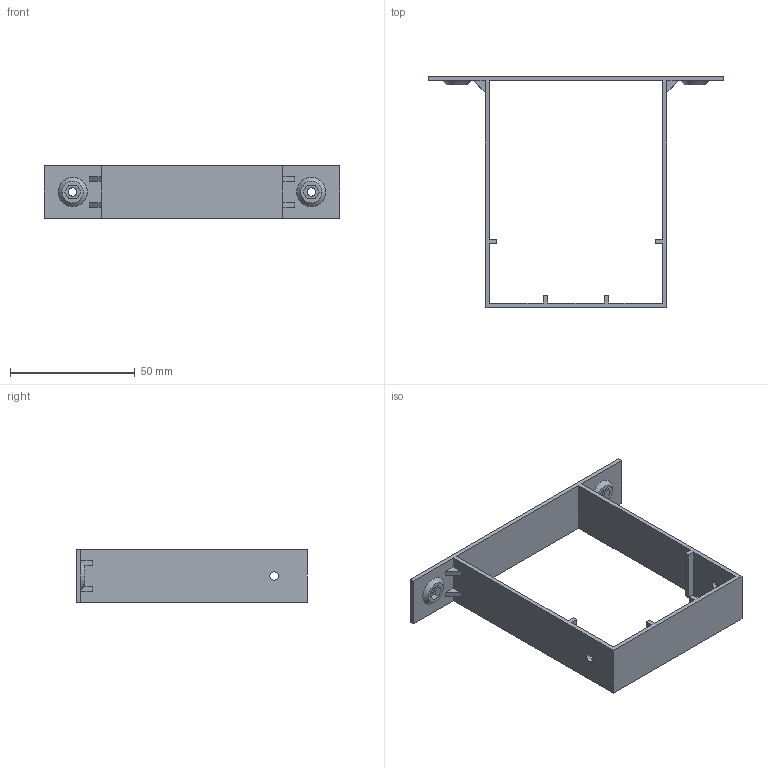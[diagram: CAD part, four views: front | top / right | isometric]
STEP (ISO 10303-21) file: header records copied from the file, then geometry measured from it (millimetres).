
FILE_DESCRIPTION((''),'2;1');
FILE_NAME('feed_mount_bracket.stp','2013-12-19T17:26:58',('Administrator'),(''),'Autodesk Inventor 2011','Autodesk Inventor 2011','');
FILE_SCHEMA(('AUTOMOTIVE_DESIGN { 1 0 10303 214 1 1 1 1 }'));
Length unit declared in the file: millimetre
Products named in the file (1): feed_mount_bracket
Bounding box: 118.5 x 92.69 x 21 mm (x, y, z)
Volume: 14182.9 mm3; surface area: 17554.4 mm2
Topology: 1 solids, 1 shells, 64 faces, 174 edges, 116 vertices
Faces by surface type: plane 58, cylinder 4, cone 2
Full cylindrical faces by diameter (mm): 3.4 x4
Entity records: 2006 total; most frequent: CARTESIAN_POINT 349, ORIENTED_EDGE 336, DIRECTION 310, EDGE_CURVE 168, VECTOR 156, LINE 156, VERTEX_POINT 116, EDGE_LOOP 84
